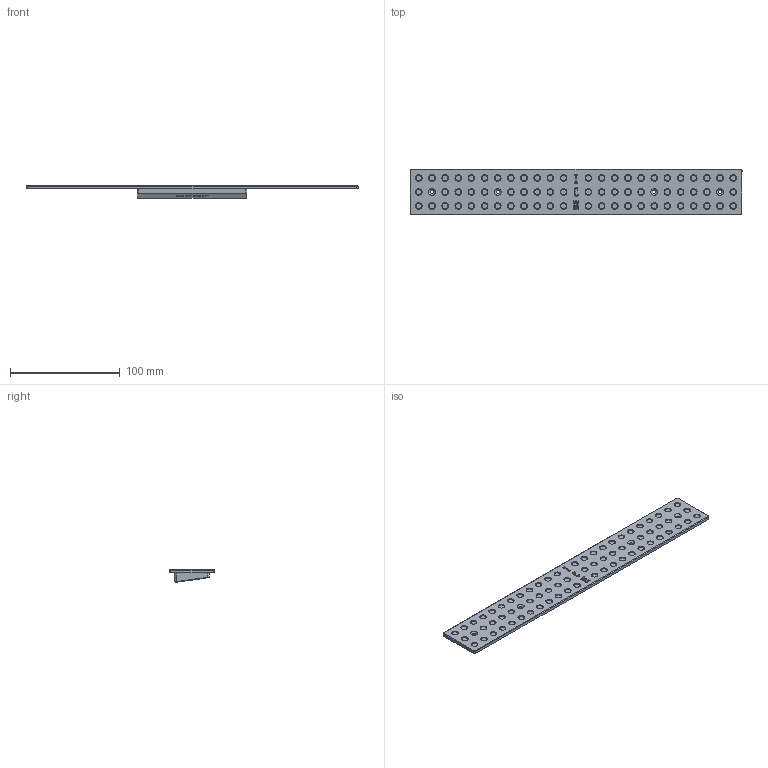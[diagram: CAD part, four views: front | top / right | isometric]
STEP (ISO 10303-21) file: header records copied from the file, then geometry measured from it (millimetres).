
FILE_DESCRIPTION(/* description */ (''),/* implementation_level */ '2;1');
FILE_NAME(/* name */ 'No1A_ThruWeight.step',/* time_stamp */ '2025-04-03T22:13:18-04:00',/* author */ (''),/* organization */ (''),/* preprocessor_version */ 'ST-DEVELOPER v20.1',/* originating_system */ 'Autodesk Translation Framework v14.4.0.0',/* authorisation */ '');
FILE_SCHEMA (('AUTOMOTIVE_DESIGN { 1 0 10303 214 3 1 1 }'));
Length unit declared in the file: millimetre
Products named in the file (2): ICM No.1/A; Component2
Assembly tree (1 placements, depth 2):
  ICM No.1/A
    Component2
Bounding box: 302.7 x 41.51 x 11.65 mm (x, y, z)
Volume: 57007.9 mm3; surface area: 28977.2 mm2
Topology: 1 solids, 1 shells, 666 faces, 1496 edges, 912 vertices
Faces by surface type: bspline 314, plane 248, cone 84, cylinder 20
Full cylindrical faces by diameter (mm): 3.2 x4
Entity records: 26851 total; most frequent: CARTESIAN_POINT 14175, ORIENTED_EDGE 2992, DIRECTION 1717, EDGE_CURVE 1496, VERTEX_POINT 912, EDGE_LOOP 754, B_SPLINE_CURVE_WITH_KNOTS 677, FACE_OUTER_BOUND 666
